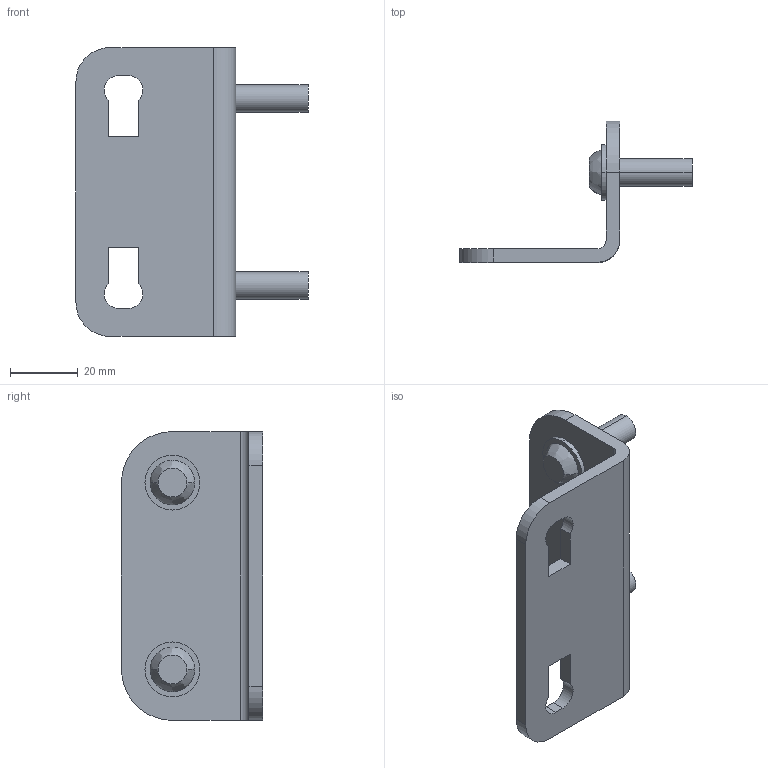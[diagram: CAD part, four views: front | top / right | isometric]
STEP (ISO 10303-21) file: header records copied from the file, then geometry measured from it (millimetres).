
FILE_DESCRIPTION (( 'STEP AP214' ), '1' );
FILE_NAME ('6750081', '2019-02-01T13:00:42', ( '' ), ('JUGARD+KÜNSTNER GmbH'), 'SwSTEP 2.0', 'SolidWorks 2017', '' );
FILE_SCHEMA (( 'AUTOMOTIVE_DESIGN' ));
Length unit declared in the file: millimetre
Products named in the file (1): 6750081_CNAJF00
Bounding box: 68.3 x 41.5 x 85 mm (x, y, z)
Volume: 29529.3 mm3; surface area: 16543.6 mm2
Topology: 1 solids, 1 shells, 58 faces, 136 edges, 88 vertices
Faces by surface type: cylinder 26, plane 24, bspline 4, cone 4
Entity records: 1766 total; most frequent: CARTESIAN_POINT 343, DIRECTION 310, ORIENTED_EDGE 272, EDGE_CURVE 136, AXIS2_PLACEMENT_3D 119, VERTEX_POINT 88, VECTOR 72, LINE 72
